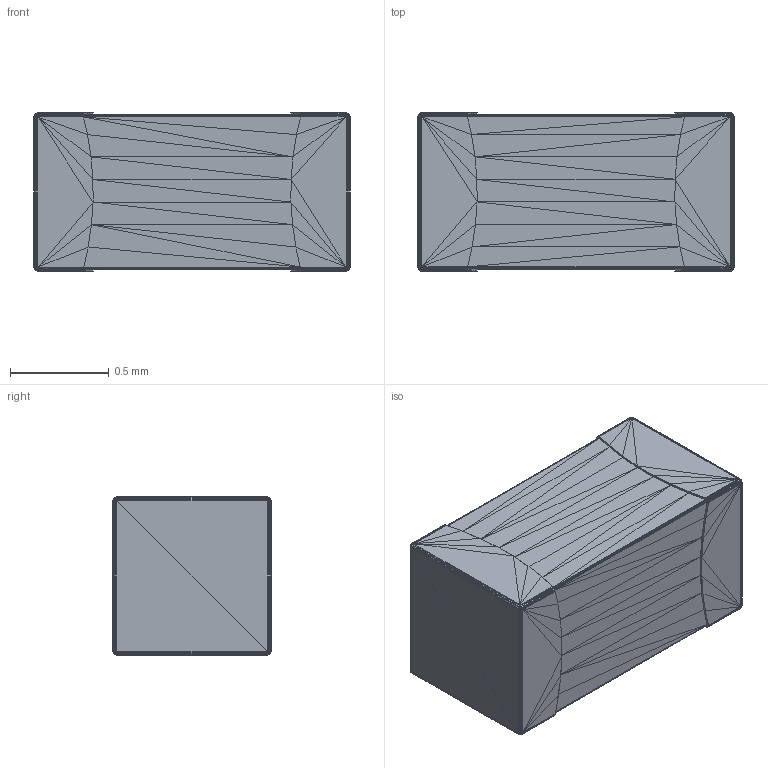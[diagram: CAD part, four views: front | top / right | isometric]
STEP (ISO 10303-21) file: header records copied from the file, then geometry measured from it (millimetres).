
FILE_DESCRIPTION(('auto-generated'),'2;1');
FILE_SCHEMA(('CONFIG_CONTROL_DESIGN'));
Bounding box: 1.6 x 0.8 x 0.8 mm (x, y, z)
Surface area: 6.3 mm2 (no closed solid volume)
Topology: 0 solids, 28 shells, 1720 faces, 2865 edges, 1141 vertices
Faces by surface type: plane 1720
Entity records: 27584 total; most frequent: ORIENTED_EDGE 5160, DIRECTION 3971, LINE 2865, EDGE_CURVE 2865, VECTOR 1791, AXIS2_PLACEMENT_3D 1721, PLANE 1720, EDGE_LOOP 1720
